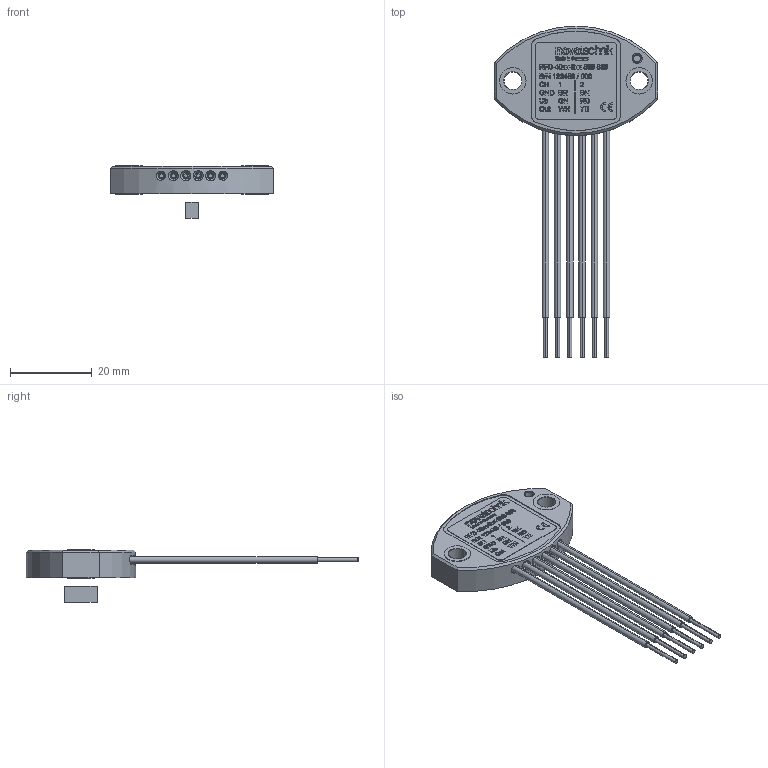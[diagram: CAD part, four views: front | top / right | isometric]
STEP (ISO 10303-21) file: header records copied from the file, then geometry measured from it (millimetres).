
FILE_DESCRIPTION (( 'STEP AP214' ), '1' );
FILE_NAME ('RFD_vollred.STEP', '2015-05-18T08:27:15', ( 'dummy' ), ( 'Microsoft' ), 'SwSTEP 2.0', 'SolidWorks 2014', '' );
FILE_SCHEMA (( 'AUTOMOTIVE_DESIGN' ));
Length unit declared in the file: millimetre
Products named in the file (1): RFD_vollred
Bounding box: 40.12 x 81.45 x 12.96 mm (x, y, z)
Volume: 6183.8 mm3; surface area: 9159.1 mm2
Topology: 26 solids, 27 shells, 2255 faces, 5791 edges, 3824 vertices
Faces by surface type: plane 1268, bspline 720, cylinder 149, cone 70, torus 48
Entity records: 126458 total; most frequent: CARTESIAN_POINT 51128, ORIENTED_EDGE 11582, DIRECTION 7845, EDGE_CURVE 5791, VERTEX_POINT 3824, LINE 3801, VECTOR 3801, EDGE_LOOP 2513
